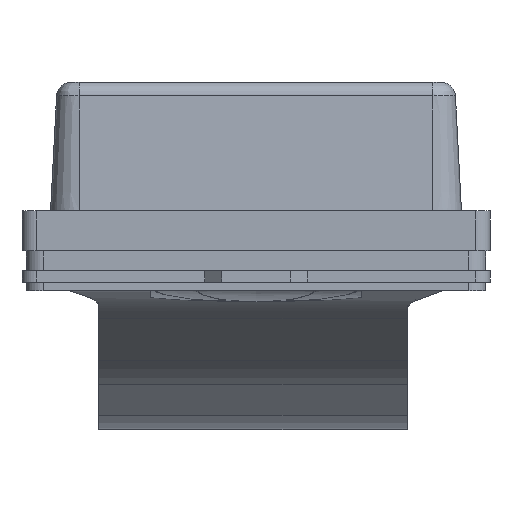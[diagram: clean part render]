
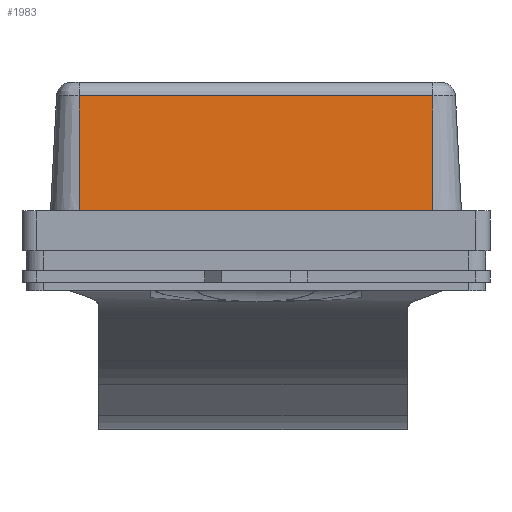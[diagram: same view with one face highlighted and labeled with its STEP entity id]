
A CAD part, left-side view. The second image highlights one B-rep face of the part: STEP entity #1983.
In plain terms, the highlighted planar face has unit normal (-0.999, 0, 0.052).
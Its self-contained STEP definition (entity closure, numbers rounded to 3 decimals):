
#274=FACE_OUTER_BOUND('',#397,.T.);
#397=EDGE_LOOP('',(#1505,#1506,#1507,#1508));
#515=LINE('',#4066,#662);
#519=LINE('',#4103,#666);
#528=LINE('',#4127,#675);
#529=LINE('',#4130,#676);
#662=VECTOR('',#2372,10.);
#666=VECTOR('',#2394,10.);
#675=VECTOR('',#2421,10.);
#676=VECTOR('',#2426,10.);
#856=VERTEX_POINT('',#4056);
#858=VERTEX_POINT('',#4062);
#865=VERTEX_POINT('',#4101);
#871=VERTEX_POINT('',#4126);
#1077=EDGE_CURVE('',#856,#858,#515,.T.);
#1088=EDGE_CURVE('',#865,#856,#519,.T.);
#1099=EDGE_CURVE('',#871,#858,#528,.T.);
#1101=EDGE_CURVE('',#871,#865,#529,.T.);
#1505=ORIENTED_EDGE('',*,*,#1077,.F.);
#1506=ORIENTED_EDGE('',*,*,#1088,.F.);
#1507=ORIENTED_EDGE('',*,*,#1101,.F.);
#1508=ORIENTED_EDGE('',*,*,#1099,.T.);
#1892=PLANE('',#2143);
#1983=ADVANCED_FACE('',(#274),#1892,.T.);
#2143=AXIS2_PLACEMENT_3D('',#4129,#2424,#2425);
#2372=DIRECTION('',(0.,-1.,0.));
#2394=DIRECTION('',(0.052,0.,0.999));
#2421=DIRECTION('',(0.052,0.,0.999));
#2424=DIRECTION('center_axis',(-0.999,0.,0.052));
#2425=DIRECTION('ref_axis',(0.,-1.,0.));
#2426=DIRECTION('',(0.,1.,0.));
#4056=CARTESIAN_POINT('',(-3.494,3.1,3.063));
#4062=CARTESIAN_POINT('',(-3.494,-3.1,3.063));
#4066=CARTESIAN_POINT('',(-3.494,1.55,3.063));
#4101=CARTESIAN_POINT('',(-3.6,3.1,1.05));
#4103=CARTESIAN_POINT('',(-3.6,3.1,1.05));
#4126=CARTESIAN_POINT('',(-3.6,-3.1,1.05));
#4127=CARTESIAN_POINT('',(-3.6,-3.1,1.05));
#4129=CARTESIAN_POINT('Origin',(-3.6,3.1,1.05));
#4130=CARTESIAN_POINT('',(-3.6,1.55,1.05));
